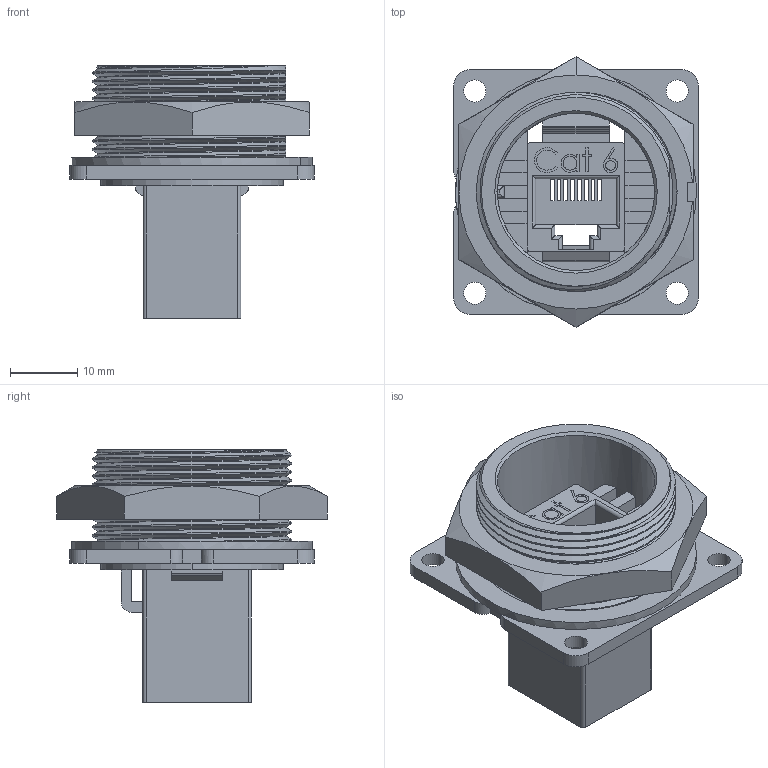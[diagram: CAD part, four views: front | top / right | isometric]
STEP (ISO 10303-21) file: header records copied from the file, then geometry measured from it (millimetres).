
FILE_DESCRIPTION (( 'STEP AP203' ), '1' );
FILE_NAME ('DCP-RJ 6T-310.STEP', '2013-06-17T18:10:08', ( 'J0FPBF1' ), ( '' ), 'SwSTEP 2.0', 'SolidWorks 2012', '' );
FILE_SCHEMA (( 'CONFIG_CONTROL_DESIGN' ));
Length unit declared in the file: inch
Products named in the file (1): DCP-RJ 6T-310
Bounding box: 36.53 x 40.33 x 37.62 mm (x, y, z)
Volume: 12978.8 mm3; surface area: 11743.7 mm2
Topology: 2 solids, 2 shells, 402 faces, 1140 edges, 744 vertices
Faces by surface type: plane 192, cylinder 119, bspline 79, cone 12
Entity records: 24831 total; most frequent: CARTESIAN_POINT 15219, ORIENTED_EDGE 2276, DIRECTION 1583, EDGE_CURVE 1138, VERTEX_POINT 744, LINE 697, VECTOR 697, AXIS2_PLACEMENT_3D 443
